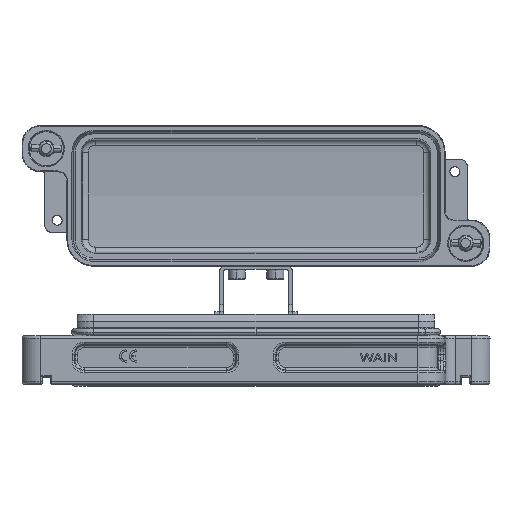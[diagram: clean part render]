
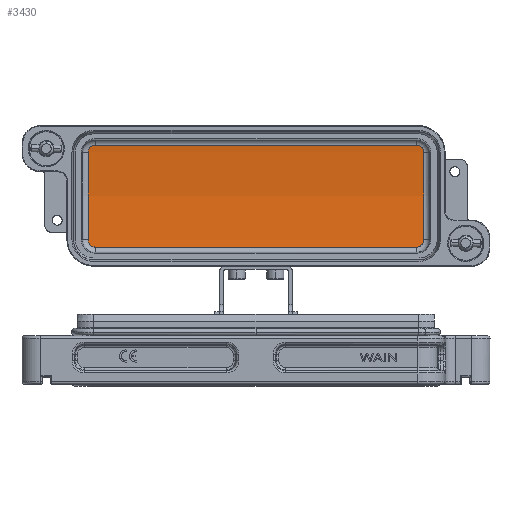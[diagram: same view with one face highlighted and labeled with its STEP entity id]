
A CAD part, top view. The second image highlights one B-rep face of the part: STEP entity #3430.
In plain terms, the highlighted cylindrical face has radius 197.5 mm (diameter 395 mm), a partial arc.
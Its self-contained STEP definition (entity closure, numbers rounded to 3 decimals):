
#878=CYLINDRICAL_SURFACE('',#28525,197.5);
#1849=FACE_OUTER_BOUND('',#7632,.T.);
#3430=ADVANCED_FACE('NONE',(#1849),#878,.F.);
#5869=B_SPLINE_CURVE_WITH_KNOTS('',3,(#49891,#49892,#49893,#49894),
 .UNSPECIFIED.,.F.,.F.,(4,4),(0.,1.),.UNSPECIFIED.);
#5873=B_SPLINE_CURVE_WITH_KNOTS('',3,(#49923,#49924,#49925,#49926,#49927,
#49928),.UNSPECIFIED.,.F.,.F.,(4,2,4),(0.,0.5,1.),.UNSPECIFIED.);
#5876=B_SPLINE_CURVE_WITH_KNOTS('',3,(#49949,#49950,#49951,#49952,#49953,
#49954),.UNSPECIFIED.,.F.,.F.,(4,2,4),(0.,0.5,1.),.UNSPECIFIED.);
#5880=B_SPLINE_CURVE_WITH_KNOTS('',3,(#49980,#49981,#49982,#49983),
 .UNSPECIFIED.,.F.,.F.,(4,4),(0.,1.),.UNSPECIFIED.);
#5881=B_SPLINE_CURVE_WITH_KNOTS('',3,(#49985,#49986,#49987,#49988,#49989,
#49990),.UNSPECIFIED.,.F.,.F.,(4,2,4),(0.,0.5,1.),.UNSPECIFIED.);
#5882=B_SPLINE_CURVE_WITH_KNOTS('',3,(#49994,#49995,#49996,#49997,#49998,
#49999),.UNSPECIFIED.,.F.,.F.,(4,2,4),(0.,0.5,1.),.UNSPECIFIED.);
#7632=EDGE_LOOP('',(#13343,#13344,#13345,#13346,#13347,#13348,#13349,#13350));
#13343=ORIENTED_EDGE('',*,*,#22411,.F.);
#13344=ORIENTED_EDGE('',*,*,#22413,.F.);
#13345=ORIENTED_EDGE('',*,*,#22417,.F.);
#13346=ORIENTED_EDGE('',*,*,#22418,.T.);
#13347=ORIENTED_EDGE('',*,*,#22419,.T.);
#13348=ORIENTED_EDGE('',*,*,#22420,.T.);
#13349=ORIENTED_EDGE('',*,*,#22404,.F.);
#13350=ORIENTED_EDGE('',*,*,#22408,.F.);
#19001=VERTEX_POINT('',#49890);
#19002=VERTEX_POINT('',#49895);
#19004=VERTEX_POINT('',#49922);
#19006=VERTEX_POINT('',#49938);
#19008=VERTEX_POINT('',#49948);
#19010=VERTEX_POINT('',#49979);
#19011=VERTEX_POINT('',#49991);
#19012=VERTEX_POINT('',#49993);
#22404=EDGE_CURVE('NONE',#19001,#19002,#5869,.T.);
#22408=EDGE_CURVE('NONE',#19004,#19001,#5873,.T.);
#22411=EDGE_CURVE('NONE',#19006,#19004,#25091,.T.);
#22413=EDGE_CURVE('NONE',#19008,#19006,#5876,.T.);
#22417=EDGE_CURVE('NONE',#19010,#19008,#5880,.T.);
#22418=EDGE_CURVE('NONE',#19010,#19011,#5881,.T.);
#22419=EDGE_CURVE('NONE',#19011,#19012,#25092,.T.);
#22420=EDGE_CURVE('NONE',#19012,#19002,#5882,.T.);
#25091=LINE('',#49939,#26665);
#25092=LINE('',#49992,#26666);
#26665=VECTOR('',#32706,1.);
#26666=VECTOR('',#32713,1.);
#28525=AXIS2_PLACEMENT_3D('',#50000,#32714,#32715);
#32706=DIRECTION('',(1.,0.,0.));
#32713=DIRECTION('',(1.,0.,0.));
#32714=DIRECTION('',(-1.,0.,0.));
#32715=DIRECTION('',(0.,1.,0.));
#49890=CARTESIAN_POINT('',(61.11,94.61,-76.178));
#49891=CARTESIAN_POINT('',(61.11,94.61,-76.178));
#49892=CARTESIAN_POINT('',(61.09,82.642,-77.273));
#49893=CARTESIAN_POINT('',(61.09,70.573,-77.273));
#49894=CARTESIAN_POINT('',(61.11,58.604,-76.178));
#49895=CARTESIAN_POINT('',(61.11,58.604,-76.178));
#49922=CARTESIAN_POINT('',(58.115,97.653,-75.875));
#49923=CARTESIAN_POINT('',(58.115,97.653,-75.874));
#49924=CARTESIAN_POINT('',(58.711,97.653,-75.877));
#49925=CARTESIAN_POINT('',(59.536,97.475,-75.897));
#49926=CARTESIAN_POINT('',(60.94,96.043,-76.041));
#49927=CARTESIAN_POINT('',(61.11,95.196,-76.123));
#49928=CARTESIAN_POINT('',(61.11,94.61,-76.179));
#49938=CARTESIAN_POINT('',(-74.313,97.653,-75.875));
#49939=CARTESIAN_POINT('',(63.901,97.653,-75.875));
#49948=CARTESIAN_POINT('',(-77.307,94.61,-76.178));
#49949=CARTESIAN_POINT('',(-77.307,94.61,-76.179));
#49950=CARTESIAN_POINT('',(-77.308,95.191,-76.124));
#49951=CARTESIAN_POINT('',(-77.124,96.056,-76.04));
#49952=CARTESIAN_POINT('',(-75.746,97.461,-75.899));
#49953=CARTESIAN_POINT('',(-74.902,97.653,-75.877));
#49954=CARTESIAN_POINT('',(-74.313,97.653,-75.874));
#49979=CARTESIAN_POINT('',(-77.307,58.605,-76.178));
#49980=CARTESIAN_POINT('',(-77.307,58.605,-76.178));
#49981=CARTESIAN_POINT('',(-77.288,70.573,-77.273));
#49982=CARTESIAN_POINT('',(-77.288,82.642,-77.273));
#49983=CARTESIAN_POINT('',(-77.307,94.61,-76.178));
#49985=CARTESIAN_POINT('',(-77.307,58.605,-76.178));
#49986=CARTESIAN_POINT('',(-77.308,57.8,-76.104));
#49987=CARTESIAN_POINT('',(-76.995,57.024,-76.028));
#49988=CARTESIAN_POINT('',(-75.867,55.879,-75.91));
#49989=CARTESIAN_POINT('',(-75.105,55.562,-75.876));
#49990=CARTESIAN_POINT('',(-74.313,55.561,-75.875));
#49991=CARTESIAN_POINT('',(-74.313,55.561,-75.875));
#49992=CARTESIAN_POINT('',(58.675,55.561,-75.875));
#49993=CARTESIAN_POINT('',(58.115,55.561,-75.875));
#49994=CARTESIAN_POINT('',(58.115,55.561,-75.875));
#49995=CARTESIAN_POINT('',(58.908,55.562,-75.876));
#49996=CARTESIAN_POINT('',(59.67,55.879,-75.91));
#49997=CARTESIAN_POINT('',(60.797,57.024,-76.028));
#49998=CARTESIAN_POINT('',(61.111,57.799,-76.104));
#49999=CARTESIAN_POINT('',(61.11,58.604,-76.178));
#50000=CARTESIAN_POINT('',(63.901,76.607,120.5));
